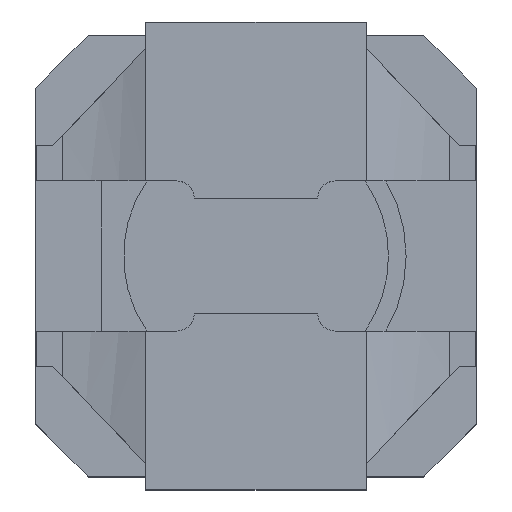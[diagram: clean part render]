
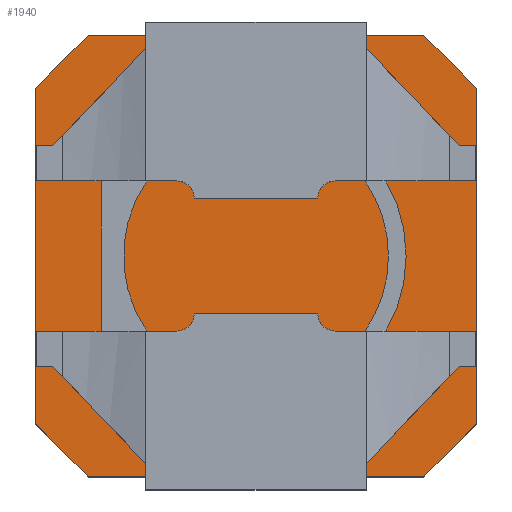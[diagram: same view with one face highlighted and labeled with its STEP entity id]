
A CAD part, top view. The second image highlights one B-rep face of the part: STEP entity #1940.
In plain terms, the highlighted planar face has unit normal (0, 0, 1).
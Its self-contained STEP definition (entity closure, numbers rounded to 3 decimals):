
#20 = CARTESIAN_POINT ( 'NONE',  ( -1.75, 0.85, 0.875 ) ) ;
#21 = FACE_BOUND ( 'NONE', #53, .T. ) ;
#53 = EDGE_LOOP ( 'NONE', ( #431, #1302, #2519, #2045, #1168, #747 ) ) ;
#97 = CARTESIAN_POINT ( 'NONE',  ( 1.236, 0.85, 0.875 ) ) ;
#98 = DIRECTION ( 'NONE',  ( 0., 0., -1. ) ) ;
#108 = EDGE_CURVE ( 'NONE', #2443, #906, #2852, .T. ) ;
#109 = CARTESIAN_POINT ( 'NONE',  ( 2.5, -2.5, 0.875 ) ) ;
#167 = ORIENTED_EDGE ( 'NONE', *, *, #2859, .F. ) ;
#170 = VECTOR ( 'NONE', #1114, 1000. ) ;
#227 = VERTEX_POINT ( 'NONE', #620 ) ;
#258 = VERTEX_POINT ( 'NONE', #97 ) ;
#277 = VECTOR ( 'NONE', #2329, 1000. ) ;
#314 = ORIENTED_EDGE ( 'NONE', *, *, #3445, .T. ) ;
#332 = CARTESIAN_POINT ( 'NONE',  ( 0., 0., 0.875 ) ) ;
#336 = DIRECTION ( 'NONE',  ( 0., 0., 1. ) ) ;
#337 = ORIENTED_EDGE ( 'NONE', *, *, #2340, .T. ) ;
#344 = DIRECTION ( 'NONE',  ( 0., 0., -1. ) ) ;
#362 = VECTOR ( 'NONE', #656, 1000. ) ;
#389 = VERTEX_POINT ( 'NONE', #3528 ) ;
#431 = ORIENTED_EDGE ( 'NONE', *, *, #2536, .F. ) ;
#472 = CARTESIAN_POINT ( 'NONE',  ( 2.5, -1.9, 0.875 ) ) ;
#544 = EDGE_CURVE ( 'NONE', #1341, #2732, #1107, .T. ) ;
#552 = ORIENTED_EDGE ( 'NONE', *, *, #1722, .F. ) ;
#608 = DIRECTION ( 'NONE',  ( 1., 0., 0. ) ) ;
#620 = CARTESIAN_POINT ( 'NONE',  ( 1.472, -0.85, 0.875 ) ) ;
#626 = CARTESIAN_POINT ( 'NONE',  ( -1.75, 0.85, 0.875 ) ) ;
#655 = AXIS2_PLACEMENT_3D ( 'NONE', #2000, #336, #2564 ) ;
#656 = DIRECTION ( 'NONE',  ( 0.707, -0.707, 0. ) ) ;
#695 = VERTEX_POINT ( 'NONE', #2348 ) ;
#701 = VERTEX_POINT ( 'NONE', #706 ) ;
#706 = CARTESIAN_POINT ( 'NONE',  ( -2.5, 1.9, 0.875 ) ) ;
#724 = LINE ( 'NONE', #3323, #170 ) ;
#728 = EDGE_CURVE ( 'NONE', #2140, #1442, #1015, .T. ) ;
#736 = VECTOR ( 'NONE', #1312, 1000. ) ;
#747 = ORIENTED_EDGE ( 'NONE', *, *, #2204, .F. ) ;
#772 = DIRECTION ( 'NONE',  ( -0.707, 0.707, 0. ) ) ;
#829 = LINE ( 'NONE', #848, #1687 ) ;
#848 = CARTESIAN_POINT ( 'NONE',  ( -1.236, -0.85, 0.875 ) ) ;
#867 = EDGE_CURVE ( 'NONE', #2732, #3022, #2007, .T. ) ;
#906 = VERTEX_POINT ( 'NONE', #2343 ) ;
#915 = CARTESIAN_POINT ( 'NONE',  ( 1.9, 2.5, 0.875 ) ) ;
#929 = FACE_OUTER_BOUND ( 'NONE', #1173, .T. ) ;
#940 = CARTESIAN_POINT ( 'NONE',  ( 2.5, -1.9, 0.875 ) ) ;
#1002 = AXIS2_PLACEMENT_3D ( 'NONE', #3201, #2374, #1011 ) ;
#1011 = DIRECTION ( 'NONE',  ( 1., 0., 0. ) ) ;
#1014 = EDGE_CURVE ( 'NONE', #2221, #3181, #1886, .T. ) ;
#1015 = CIRCLE ( 'NONE', #1980, 1.5 ) ;
#1017 = LINE ( 'NONE', #109, #277 ) ;
#1021 = EDGE_CURVE ( 'NONE', #701, #1341, #1443, .T. ) ;
#1029 = DIRECTION ( 'NONE',  ( 0., 0., -1. ) ) ;
#1035 = LINE ( 'NONE', #2154, #3042 ) ;
#1075 = CARTESIAN_POINT ( 'NONE',  ( 1.5, 0., 0.875 ) ) ;
#1090 = DIRECTION ( 'NONE',  ( 0., -1., 0. ) ) ;
#1096 = CARTESIAN_POINT ( 'NONE',  ( -2.5, 2.5, 0.875 ) ) ;
#1107 = LINE ( 'NONE', #2893, #362 ) ;
#1114 = DIRECTION ( 'NONE',  ( 1., 0., 0. ) ) ;
#1119 = VECTOR ( 'NONE', #2311, 1000. ) ;
#1168 = ORIENTED_EDGE ( 'NONE', *, *, #1375, .F. ) ;
#1173 = EDGE_LOOP ( 'NONE', ( #1788, #2878, #3172, #1891, #3576, #1543, #337, #314 ) ) ;
#1192 = CARTESIAN_POINT ( 'NONE',  ( -1.75, -0.85, 0.875 ) ) ;
#1234 = VECTOR ( 'NONE', #2525, 1000. ) ;
#1242 = AXIS2_PLACEMENT_3D ( 'NONE', #1532, #2627, #2929 ) ;
#1265 = DIRECTION ( 'NONE',  ( 1., 0., 0. ) ) ;
#1302 = ORIENTED_EDGE ( 'NONE', *, *, #1014, .F. ) ;
#1312 = DIRECTION ( 'NONE',  ( 0., -1., 0. ) ) ;
#1341 = VERTEX_POINT ( 'NONE', #2835 ) ;
#1352 = DIRECTION ( 'NONE',  ( -1., 0., 0. ) ) ;
#1375 = EDGE_CURVE ( 'NONE', #3523, #389, #2083, .T. ) ;
#1377 = FACE_BOUND ( 'NONE', #1609, .T. ) ;
#1441 = CARTESIAN_POINT ( 'NONE',  ( 0., 0., 0.875 ) ) ;
#1442 = VERTEX_POINT ( 'NONE', #1575 ) ;
#1443 = LINE ( 'NONE', #2108, #736 ) ;
#1458 = DIRECTION ( 'NONE',  ( 1., 0., 0. ) ) ;
#1463 = CIRCLE ( 'NONE', #1577, 1.5 ) ;
#1532 = CARTESIAN_POINT ( 'NONE',  ( 0., 0., 0.875 ) ) ;
#1543 = ORIENTED_EDGE ( 'NONE', *, *, #2625, .T. ) ;
#1547 = EDGE_CURVE ( 'NONE', #389, #227, #724, .T. ) ;
#1553 = VECTOR ( 'NONE', #772, 1000. ) ;
#1575 = CARTESIAN_POINT ( 'NONE',  ( -1.236, 0.85, 0.875 ) ) ;
#1577 = AXIS2_PLACEMENT_3D ( 'NONE', #1441, #98, #2010 ) ;
#1609 = EDGE_LOOP ( 'NONE', ( #552, #2265, #1733, #167 ) ) ;
#1633 = VERTEX_POINT ( 'NONE', #20 ) ;
#1687 = VECTOR ( 'NONE', #608, 1000. ) ;
#1722 = EDGE_CURVE ( 'NONE', #1442, #1633, #3253, .T. ) ;
#1733 = ORIENTED_EDGE ( 'NONE', *, *, #1937, .F. ) ;
#1749 = CARTESIAN_POINT ( 'NONE',  ( 1.9, -2.5, 0.875 ) ) ;
#1788 = ORIENTED_EDGE ( 'NONE', *, *, #108, .T. ) ;
#1857 = LINE ( 'NONE', #3589, #3035 ) ;
#1886 = CIRCLE ( 'NONE', #1002, 1.7 ) ;
#1891 = ORIENTED_EDGE ( 'NONE', *, *, #544, .T. ) ;
#1904 = CARTESIAN_POINT ( 'NONE',  ( 0., 0., 0.875 ) ) ;
#1937 = EDGE_CURVE ( 'NONE', #3060, #2140, #829, .T. ) ;
#1940 = ADVANCED_FACE ( 'NONE', ( #1377, #21, #929 ), #3203, .F. ) ;
#1980 = AXIS2_PLACEMENT_3D ( 'NONE', #1904, #1029, #3031 ) ;
#2000 = CARTESIAN_POINT ( 'NONE',  ( 0., 0., 0.875 ) ) ;
#2007 = LINE ( 'NONE', #3355, #2223 ) ;
#2010 = DIRECTION ( 'NONE',  ( 1., 0., 0. ) ) ;
#2045 = ORIENTED_EDGE ( 'NONE', *, *, #1547, .F. ) ;
#2058 = LINE ( 'NONE', #3136, #1234 ) ;
#2067 = CARTESIAN_POINT ( 'NONE',  ( 1.472, 0.85, 0.875 ) ) ;
#2083 = CIRCLE ( 'NONE', #3241, 1.5 ) ;
#2108 = CARTESIAN_POINT ( 'NONE',  ( -2.5, -2.5, 0.875 ) ) ;
#2140 = VERTEX_POINT ( 'NONE', #2179 ) ;
#2152 = VECTOR ( 'NONE', #2624, 1000. ) ;
#2154 = CARTESIAN_POINT ( 'NONE',  ( -1.75, 0.85, 0.875 ) ) ;
#2179 = CARTESIAN_POINT ( 'NONE',  ( -1.236, -0.85, 0.875 ) ) ;
#2204 = EDGE_CURVE ( 'NONE', #258, #3523, #1463, .T. ) ;
#2221 = VERTEX_POINT ( 'NONE', #2287 ) ;
#2223 = VECTOR ( 'NONE', #1458, 1000. ) ;
#2225 = LINE ( 'NONE', #940, #2152 ) ;
#2260 = DIRECTION ( 'NONE',  ( -0.707, -0.707, 0. ) ) ;
#2265 = ORIENTED_EDGE ( 'NONE', *, *, #728, .F. ) ;
#2287 = CARTESIAN_POINT ( 'NONE',  ( 1.7, 0., 0.875 ) ) ;
#2311 = DIRECTION ( 'NONE',  ( -1., 0., 0. ) ) ;
#2329 = DIRECTION ( 'NONE',  ( 0., 1., 0. ) ) ;
#2340 = EDGE_CURVE ( 'NONE', #2450, #695, #1017, .T. ) ;
#2343 = CARTESIAN_POINT ( 'NONE',  ( -1.9, 2.5, 0.875 ) ) ;
#2348 = CARTESIAN_POINT ( 'NONE',  ( 2.5, 1.9, 0.875 ) ) ;
#2374 = DIRECTION ( 'NONE',  ( 0., 0., 1. ) ) ;
#2443 = VERTEX_POINT ( 'NONE', #915 ) ;
#2450 = VERTEX_POINT ( 'NONE', #472 ) ;
#2519 = ORIENTED_EDGE ( 'NONE', *, *, #2602, .F. ) ;
#2525 = DIRECTION ( 'NONE',  ( -1., 0., 0. ) ) ;
#2536 = EDGE_CURVE ( 'NONE', #3181, #258, #2058, .T. ) ;
#2548 = LINE ( 'NONE', #2983, #1553 ) ;
#2564 = DIRECTION ( 'NONE',  ( 1., 0., 0. ) ) ;
#2602 = EDGE_CURVE ( 'NONE', #227, #2221, #3590, .T. ) ;
#2624 = DIRECTION ( 'NONE',  ( 0.707, 0.707, 0. ) ) ;
#2625 = EDGE_CURVE ( 'NONE', #3022, #2450, #2225, .T. ) ;
#2627 = DIRECTION ( 'NONE',  ( 0., 0., -1. ) ) ;
#2732 = VERTEX_POINT ( 'NONE', #3491 ) ;
#2814 = VECTOR ( 'NONE', #1352, 1000. ) ;
#2835 = CARTESIAN_POINT ( 'NONE',  ( -2.5, -1.9, 0.875 ) ) ;
#2852 = LINE ( 'NONE', #1096, #2814 ) ;
#2859 = EDGE_CURVE ( 'NONE', #1633, #3060, #1035, .T. ) ;
#2878 = ORIENTED_EDGE ( 'NONE', *, *, #3466, .T. ) ;
#2893 = CARTESIAN_POINT ( 'NONE',  ( -1.9, -2.5, 0.875 ) ) ;
#2929 = DIRECTION ( 'NONE',  ( -1., 0., 0. ) ) ;
#2983 = CARTESIAN_POINT ( 'NONE',  ( 1.9, 2.5, 0.875 ) ) ;
#3022 = VERTEX_POINT ( 'NONE', #1749 ) ;
#3031 = DIRECTION ( 'NONE',  ( 1., 0., 0. ) ) ;
#3035 = VECTOR ( 'NONE', #2260, 1000. ) ;
#3042 = VECTOR ( 'NONE', #1090, 1000. ) ;
#3060 = VERTEX_POINT ( 'NONE', #1192 ) ;
#3136 = CARTESIAN_POINT ( 'NONE',  ( 1.236, 0.85, 0.875 ) ) ;
#3172 = ORIENTED_EDGE ( 'NONE', *, *, #1021, .T. ) ;
#3181 = VERTEX_POINT ( 'NONE', #2067 ) ;
#3201 = CARTESIAN_POINT ( 'NONE',  ( 0., 0., 0.875 ) ) ;
#3203 = PLANE ( 'NONE',  #1242 ) ;
#3241 = AXIS2_PLACEMENT_3D ( 'NONE', #332, #344, #1265 ) ;
#3253 = LINE ( 'NONE', #626, #1119 ) ;
#3323 = CARTESIAN_POINT ( 'NONE',  ( 1.472, -0.85, 0.875 ) ) ;
#3355 = CARTESIAN_POINT ( 'NONE',  ( -2.5, -2.5, 0.875 ) ) ;
#3445 = EDGE_CURVE ( 'NONE', #695, #2443, #2548, .T. ) ;
#3466 = EDGE_CURVE ( 'NONE', #906, #701, #1857, .T. ) ;
#3491 = CARTESIAN_POINT ( 'NONE',  ( -1.9, -2.5, 0.875 ) ) ;
#3523 = VERTEX_POINT ( 'NONE', #1075 ) ;
#3528 = CARTESIAN_POINT ( 'NONE',  ( 1.236, -0.85, 0.875 ) ) ;
#3576 = ORIENTED_EDGE ( 'NONE', *, *, #867, .T. ) ;
#3589 = CARTESIAN_POINT ( 'NONE',  ( -2.5, 1.9, 0.875 ) ) ;
#3590 = CIRCLE ( 'NONE', #655, 1.7 ) ;
